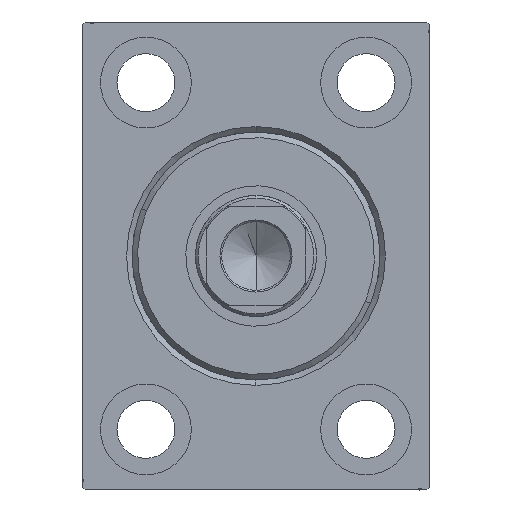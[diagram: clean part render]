
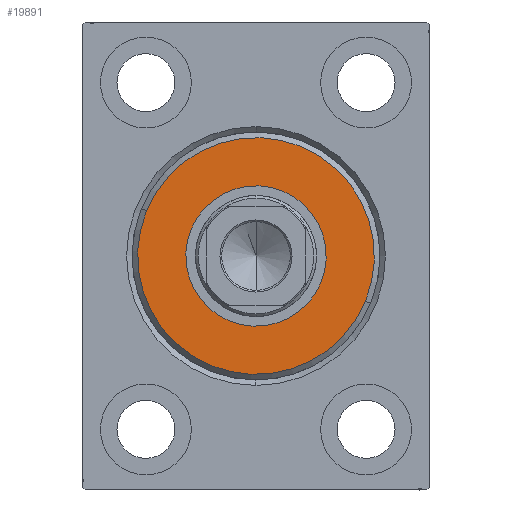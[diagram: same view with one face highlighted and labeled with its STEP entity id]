
A CAD part, left-side view. The second image highlights one B-rep face of the part: STEP entity #19891.
In plain terms, the highlighted face is planar.
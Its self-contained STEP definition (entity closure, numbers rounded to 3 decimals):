
#573 = VERTEX_POINT ( 'NONE', #19166 ) ;
#681 = DIRECTION ( 'NONE',  ( 0., 0., -1. ) ) ;
#1219 = EDGE_LOOP ( 'NONE', ( #12523, #31778 ) ) ;
#3507 = AXIS2_PLACEMENT_3D ( 'NONE', #7325, #20807, #681 ) ;
#4184 = EDGE_LOOP ( 'NONE', ( #7158, #18685 ) ) ;
#4476 = CARTESIAN_POINT ( 'NONE',  ( 3., 0., 0. ) ) ;
#7158 = ORIENTED_EDGE ( 'NONE', *, *, #28914, .T. ) ;
#7325 = CARTESIAN_POINT ( 'NONE',  ( 3., 0., 0. ) ) ;
#8979 = CIRCLE ( 'NONE', #30155, 21.5 ) ;
#10734 = EDGE_CURVE ( 'NONE', #14285, #29126, #11481, .T. ) ;
#11481 = CIRCLE ( 'NONE', #36200, 12.75 ) ;
#11748 = DIRECTION ( 'NONE',  ( 0., 0., -1. ) ) ;
#11800 = CARTESIAN_POINT ( 'NONE',  ( 3., 0., 0. ) ) ;
#11965 = FACE_OUTER_BOUND ( 'NONE', #4184, .T. ) ;
#12523 = ORIENTED_EDGE ( 'NONE', *, *, #10734, .T. ) ;
#12647 = CIRCLE ( 'NONE', #3507, 12.75 ) ;
#14285 = VERTEX_POINT ( 'NONE', #19438 ) ;
#14831 = PLANE ( 'NONE',  #38506 ) ;
#17279 = CARTESIAN_POINT ( 'NONE',  ( 3., 0., -12.75 ) ) ;
#17331 = DIRECTION ( 'NONE',  ( 1., 0., 0. ) ) ;
#18685 = ORIENTED_EDGE ( 'NONE', *, *, #18700, .T. ) ;
#18700 = EDGE_CURVE ( 'NONE', #573, #43607, #37818, .T. ) ;
#19166 = CARTESIAN_POINT ( 'NONE',  ( 3., 0., -21.5 ) ) ;
#19438 = CARTESIAN_POINT ( 'NONE',  ( 3., 0., 12.75 ) ) ;
#19891 = ADVANCED_FACE ( 'NONE', ( #11965, #42054 ), #14831, .T. ) ;
#20807 = DIRECTION ( 'NONE',  ( -1., 0., 0. ) ) ;
#21958 = DIRECTION ( 'NONE',  ( 0., 0., -1. ) ) ;
#25283 = DIRECTION ( 'NONE',  ( 1., 0., 0. ) ) ;
#28484 = DIRECTION ( 'NONE',  ( 0., 0., -1. ) ) ;
#28598 = AXIS2_PLACEMENT_3D ( 'NONE', #11800, #25283, #21958 ) ;
#28914 = EDGE_CURVE ( 'NONE', #43607, #573, #8979, .T. ) ;
#29126 = VERTEX_POINT ( 'NONE', #17279 ) ;
#30155 = AXIS2_PLACEMENT_3D ( 'NONE', #40350, #17331, #40572 ) ;
#31778 = ORIENTED_EDGE ( 'NONE', *, *, #41038, .T. ) ;
#35187 = DIRECTION ( 'NONE',  ( 1., 0., 0. ) ) ;
#36200 = AXIS2_PLACEMENT_3D ( 'NONE', #42651, #39108, #28484 ) ;
#37818 = CIRCLE ( 'NONE', #28598, 21.5 ) ;
#38506 = AXIS2_PLACEMENT_3D ( 'NONE', #4476, #35187, #11748 ) ;
#39108 = DIRECTION ( 'NONE',  ( -1., 0., 0. ) ) ;
#39840 = CARTESIAN_POINT ( 'NONE',  ( 3., 0., 21.5 ) ) ;
#40350 = CARTESIAN_POINT ( 'NONE',  ( 3., 0., 0. ) ) ;
#40572 = DIRECTION ( 'NONE',  ( 0., 0., -1. ) ) ;
#41038 = EDGE_CURVE ( 'NONE', #29126, #14285, #12647, .T. ) ;
#42054 = FACE_BOUND ( 'NONE', #1219, .T. ) ;
#42651 = CARTESIAN_POINT ( 'NONE',  ( 3., 0., 0. ) ) ;
#43607 = VERTEX_POINT ( 'NONE', #39840 ) ;
